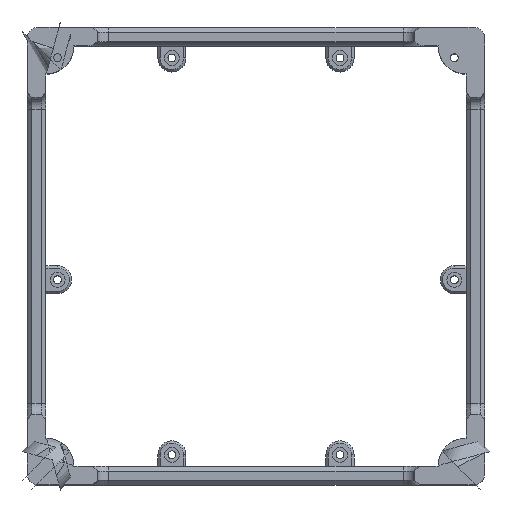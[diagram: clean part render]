
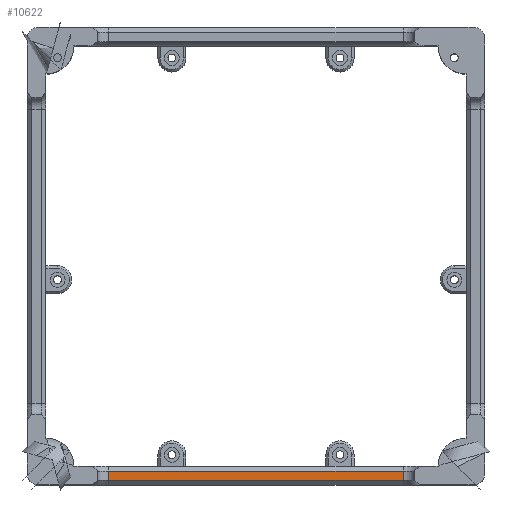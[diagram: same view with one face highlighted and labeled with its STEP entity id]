
A CAD part, top view. The second image highlights one B-rep face of the part: STEP entity #10622.
In plain terms, the highlighted planar face has unit normal (0, 0, 1).
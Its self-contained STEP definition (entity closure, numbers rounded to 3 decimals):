
#194 = PLANE('',#195);
#195 = AXIS2_PLACEMENT_3D('',#196,#197,#198);
#196 = CARTESIAN_POINT('',(-63.,-91.,19.));
#197 = DIRECTION('',(0.,-0.707,-0.707));
#198 = DIRECTION('',(1.,0.,0.));
#2049 = VERTEX_POINT('',#2050);
#2050 = CARTESIAN_POINT('',(-63.,-92.,20.));
#2085 = CYLINDRICAL_SURFACE('',#2086,5.);
#2086 = AXIS2_PLACEMENT_3D('',#2087,#2088,#2089);
#2087 = CARTESIAN_POINT('',(-63.,-98.,25.));
#2088 = DIRECTION('',(0.,1.,0.));
#2089 = DIRECTION('',(-1.,0.,0.));
#3404 = VERTEX_POINT('',#3405);
#3405 = CARTESIAN_POINT('',(63.,-92.,20.));
#3425 = EDGE_CURVE('',#2049,#3404,#3426,.T.);
#3426 = SURFACE_CURVE('',#3427,(#3431,#3438),.PCURVE_S1.);
#3427 = LINE('',#3428,#3429);
#3428 = CARTESIAN_POINT('',(-63.,-92.,20.));
#3429 = VECTOR('',#3430,1.);
#3430 = DIRECTION('',(1.,0.,0.));
#3431 = PCURVE('',#194,#3432);
#3432 = DEFINITIONAL_REPRESENTATION('',(#3433),#3437);
#3433 = LINE('',#3434,#3435);
#3434 = CARTESIAN_POINT('',(0.,1.414));
#3435 = VECTOR('',#3436,1.);
#3436 = DIRECTION('',(1.,0.));
#3437 = ( GEOMETRIC_REPRESENTATION_CONTEXT(2) 
PARAMETRIC_REPRESENTATION_CONTEXT() REPRESENTATION_CONTEXT('2D SPACE',''
  ) );
#3438 = PCURVE('',#3439,#3444);
#3439 = PLANE('',#3440);
#3440 = AXIS2_PLACEMENT_3D('',#3441,#3442,#3443);
#3441 = CARTESIAN_POINT('',(0.,0.,20.));
#3442 = DIRECTION('',(-0.,-0.,-1.));
#3443 = DIRECTION('',(-1.,0.,0.));
#3444 = DEFINITIONAL_REPRESENTATION('',(#3445),#3449);
#3445 = LINE('',#3446,#3447);
#3446 = CARTESIAN_POINT('',(63.,-92.));
#3447 = VECTOR('',#3448,1.);
#3448 = DIRECTION('',(-1.,0.));
#3449 = ( GEOMETRIC_REPRESENTATION_CONTEXT(2) 
PARAMETRIC_REPRESENTATION_CONTEXT() REPRESENTATION_CONTEXT('2D SPACE',''
  ) );
#3542 = CYLINDRICAL_SURFACE('',#3543,5.);
#3543 = AXIS2_PLACEMENT_3D('',#3544,#3545,#3546);
#3544 = CARTESIAN_POINT('',(63.,-98.,25.));
#3545 = DIRECTION('',(0.,1.,0.));
#3546 = DIRECTION('',(1.,0.,0.));
#6506 = PLANE('',#6507);
#6507 = AXIS2_PLACEMENT_3D('',#6508,#6509,#6510);
#6508 = CARTESIAN_POINT('',(63.,-97.,19.));
#6509 = DIRECTION('',(0.,-0.707,0.707));
#6510 = DIRECTION('',(1.,0.,0.));
#6825 = VERTEX_POINT('',#6826);
#6826 = CARTESIAN_POINT('',(-63.,-96.,20.));
#6850 = EDGE_CURVE('',#6825,#2049,#6851,.T.);
#6851 = SURFACE_CURVE('',#6852,(#6856,#6863),.PCURVE_S1.);
#6852 = LINE('',#6853,#6854);
#6853 = CARTESIAN_POINT('',(-63.,-98.,20.));
#6854 = VECTOR('',#6855,1.);
#6855 = DIRECTION('',(0.,1.,0.));
#6856 = PCURVE('',#2085,#6857);
#6857 = DEFINITIONAL_REPRESENTATION('',(#6858),#6862);
#6858 = LINE('',#6859,#6860);
#6859 = CARTESIAN_POINT('',(4.712,0.));
#6860 = VECTOR('',#6861,1.);
#6861 = DIRECTION('',(-0.,1.));
#6862 = ( GEOMETRIC_REPRESENTATION_CONTEXT(2) 
PARAMETRIC_REPRESENTATION_CONTEXT() REPRESENTATION_CONTEXT('2D SPACE',''
  ) );
#6863 = PCURVE('',#3439,#6864);
#6864 = DEFINITIONAL_REPRESENTATION('',(#6865),#6869);
#6865 = LINE('',#6866,#6867);
#6866 = CARTESIAN_POINT('',(63.,-98.));
#6867 = VECTOR('',#6868,1.);
#6868 = DIRECTION('',(0.,1.));
#6869 = ( GEOMETRIC_REPRESENTATION_CONTEXT(2) 
PARAMETRIC_REPRESENTATION_CONTEXT() REPRESENTATION_CONTEXT('2D SPACE',''
  ) );
#10622 = ADVANCED_FACE('',(#10623),#3439,.F.);
#10623 = FACE_BOUND('',#10624,.F.);
#10624 = EDGE_LOOP('',(#10625,#10626,#10627,#10650));
#10625 = ORIENTED_EDGE('',*,*,#6850,.T.);
#10626 = ORIENTED_EDGE('',*,*,#3425,.T.);
#10627 = ORIENTED_EDGE('',*,*,#10628,.F.);
#10628 = EDGE_CURVE('',#10629,#3404,#10631,.T.);
#10629 = VERTEX_POINT('',#10630);
#10630 = CARTESIAN_POINT('',(63.,-96.,20.));
#10631 = SURFACE_CURVE('',#10632,(#10636,#10643),.PCURVE_S1.);
#10632 = LINE('',#10633,#10634);
#10633 = CARTESIAN_POINT('',(63.,-98.,20.));
#10634 = VECTOR('',#10635,1.);
#10635 = DIRECTION('',(0.,1.,0.));
#10636 = PCURVE('',#3439,#10637);
#10637 = DEFINITIONAL_REPRESENTATION('',(#10638),#10642);
#10638 = LINE('',#10639,#10640);
#10639 = CARTESIAN_POINT('',(-63.,-98.));
#10640 = VECTOR('',#10641,1.);
#10641 = DIRECTION('',(0.,1.));
#10642 = ( GEOMETRIC_REPRESENTATION_CONTEXT(2) 
PARAMETRIC_REPRESENTATION_CONTEXT() REPRESENTATION_CONTEXT('2D SPACE',''
  ) );
#10643 = PCURVE('',#3542,#10644);
#10644 = DEFINITIONAL_REPRESENTATION('',(#10645),#10649);
#10645 = LINE('',#10646,#10647);
#10646 = CARTESIAN_POINT('',(1.571,0.));
#10647 = VECTOR('',#10648,1.);
#10648 = DIRECTION('',(0.,1.));
#10649 = ( GEOMETRIC_REPRESENTATION_CONTEXT(2) 
PARAMETRIC_REPRESENTATION_CONTEXT() REPRESENTATION_CONTEXT('2D SPACE',''
  ) );
#10650 = ORIENTED_EDGE('',*,*,#10651,.T.);
#10651 = EDGE_CURVE('',#10629,#6825,#10652,.T.);
#10652 = SURFACE_CURVE('',#10653,(#10657,#10664),.PCURVE_S1.);
#10653 = LINE('',#10654,#10655);
#10654 = CARTESIAN_POINT('',(63.,-96.,20.));
#10655 = VECTOR('',#10656,1.);
#10656 = DIRECTION('',(-1.,0.,0.));
#10657 = PCURVE('',#3439,#10658);
#10658 = DEFINITIONAL_REPRESENTATION('',(#10659),#10663);
#10659 = LINE('',#10660,#10661);
#10660 = CARTESIAN_POINT('',(-63.,-96.));
#10661 = VECTOR('',#10662,1.);
#10662 = DIRECTION('',(1.,0.));
#10663 = ( GEOMETRIC_REPRESENTATION_CONTEXT(2) 
PARAMETRIC_REPRESENTATION_CONTEXT() REPRESENTATION_CONTEXT('2D SPACE',''
  ) );
#10664 = PCURVE('',#6506,#10665);
#10665 = DEFINITIONAL_REPRESENTATION('',(#10666),#10670);
#10666 = LINE('',#10667,#10668);
#10667 = CARTESIAN_POINT('',(0.,1.414));
#10668 = VECTOR('',#10669,1.);
#10669 = DIRECTION('',(-1.,0.));
#10670 = ( GEOMETRIC_REPRESENTATION_CONTEXT(2) 
PARAMETRIC_REPRESENTATION_CONTEXT() REPRESENTATION_CONTEXT('2D SPACE',''
  ) );
